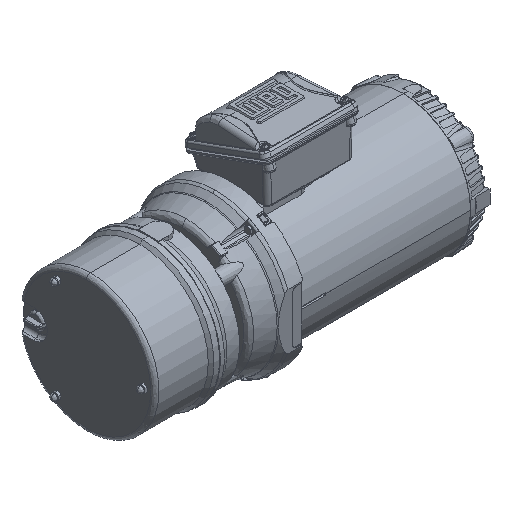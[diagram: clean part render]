
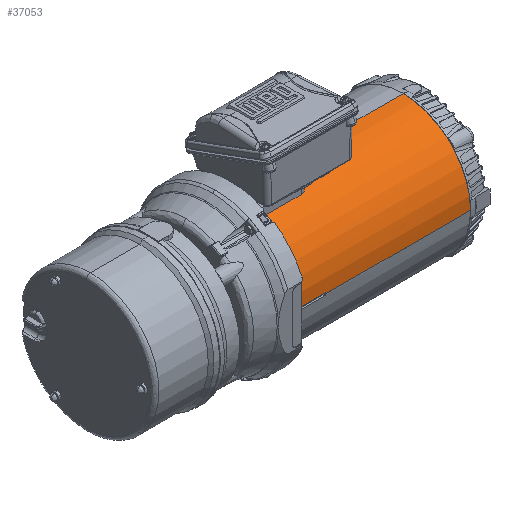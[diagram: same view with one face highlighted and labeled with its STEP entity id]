
A CAD part, isometric view. The second image highlights one B-rep face of the part: STEP entity #37053.
In plain terms, the highlighted cylindrical face has radius 81.875 mm (diameter 163.75 mm), a partial arc.
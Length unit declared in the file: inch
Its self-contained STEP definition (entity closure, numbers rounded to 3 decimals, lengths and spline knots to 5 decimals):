
#532 = ORIENTED_EDGE ( 'NONE', *, *, #29008, .T. ) ;
#2337 = ORIENTED_EDGE ( 'NONE', *, *, #40681, .T. ) ;
#3627 = CARTESIAN_POINT ( 'NONE',  ( 0., 0., 0. ) ) ;
#4135 = CYLINDRICAL_SURFACE ( 'NONE', #24989, 3.22343 ) ;
#4472 = CARTESIAN_POINT ( 'NONE',  ( 22.49154, -3.22289, 0.05906 ) ) ;
#4962 = DIRECTION ( 'NONE',  ( -1., 0., 0. ) ) ;
#5182 = DIRECTION ( 'NONE',  ( 0., 0., 1. ) ) ;
#5650 = VERTEX_POINT ( 'NONE', #52602 ) ;
#5665 = CARTESIAN_POINT ( 'NONE',  ( -6.92888, -3.22343, 0.00056 ) ) ;
#6476 = CIRCLE ( 'NONE', #17216, 3.22343 ) ;
#6984 = CIRCLE ( 'NONE', #49861, 3.22343 ) ;
#8724 = LINE ( 'NONE', #34532, #35225 ) ;
#9649 = VERTEX_POINT ( 'NONE', #32830 ) ;
#10201 = DIRECTION ( 'NONE',  ( 1., 0., 0. ) ) ;
#12088 = DIRECTION ( 'NONE',  ( 1., 0., 0. ) ) ;
#12894 = LINE ( 'NONE', #4472, #22242 ) ;
#15731 = CARTESIAN_POINT ( 'NONE',  ( 22.49154, -3.22343, 0.00056 ) ) ;
#16146 = VERTEX_POINT ( 'NONE', #54210 ) ;
#16325 = EDGE_CURVE ( 'NONE', #16146, #49767, #6984, .T. ) ;
#16780 = EDGE_CURVE ( 'NONE', #9649, #16146, #12894, .T. ) ;
#16934 = VECTOR ( 'NONE', #12088, 39.37008 ) ;
#17216 = AXIS2_PLACEMENT_3D ( 'NONE', #23367, #10201, #18615 ) ;
#18615 = DIRECTION ( 'NONE',  ( 0., 0., 1. ) ) ;
#18802 = CARTESIAN_POINT ( 'NONE',  ( 0., -3.22343, 0.00056 ) ) ;
#20487 = VERTEX_POINT ( 'NONE', #38544 ) ;
#21645 = VERTEX_POINT ( 'NONE', #18802 ) ;
#22242 = VECTOR ( 'NONE', #43388, 39.37008 ) ;
#23254 = AXIS2_PLACEMENT_3D ( 'NONE', #3627, #45923, #33619 ) ;
#23367 = CARTESIAN_POINT ( 'NONE',  ( -8.24782, 0., 0. ) ) ;
#24989 = AXIS2_PLACEMENT_3D ( 'NONE', #42764, #4962, #38322 ) ;
#29008 = EDGE_CURVE ( 'NONE', #21645, #20487, #48247, .T. ) ;
#32830 = CARTESIAN_POINT ( 'NONE',  ( -8.24782, -3.22289, 0.05906 ) ) ;
#33619 = DIRECTION ( 'NONE',  ( 0., 0., 1. ) ) ;
#34532 = CARTESIAN_POINT ( 'NONE',  ( 22.49154, 0., 3.22343 ) ) ;
#35225 = VECTOR ( 'NONE', #43189, 39.37008 ) ;
#35320 = EDGE_CURVE ( 'NONE', #49767, #21645, #54618, .T. ) ;
#37053 = ADVANCED_FACE ( 'NONE', ( #51733 ), #4135, .T. ) ;
#38278 = CARTESIAN_POINT ( 'NONE',  ( -6.92888, 0., 0. ) ) ;
#38322 = DIRECTION ( 'NONE',  ( 0., 0., 1. ) ) ;
#38544 = CARTESIAN_POINT ( 'NONE',  ( 0., 0., 3.22343 ) ) ;
#39354 = EDGE_CURVE ( 'NONE', #5650, #9649, #6476, .T. ) ;
#40681 = EDGE_CURVE ( 'NONE', #20487, #5650, #8724, .T. ) ;
#40955 = EDGE_LOOP ( 'NONE', ( #532, #2337, #47127, #50539, #51526, #47640 ) ) ;
#42764 = CARTESIAN_POINT ( 'NONE',  ( 22.49154, 0., 0. ) ) ;
#43189 = DIRECTION ( 'NONE',  ( -1., 0., 0. ) ) ;
#43388 = DIRECTION ( 'NONE',  ( 1., 0., 0. ) ) ;
#45923 = DIRECTION ( 'NONE',  ( -1., 0., 0. ) ) ;
#47127 = ORIENTED_EDGE ( 'NONE', *, *, #39354, .T. ) ;
#47470 = DIRECTION ( 'NONE',  ( 1., 0., 0. ) ) ;
#47640 = ORIENTED_EDGE ( 'NONE', *, *, #35320, .T. ) ;
#48247 = CIRCLE ( 'NONE', #23254, 3.22343 ) ;
#49767 = VERTEX_POINT ( 'NONE', #5665 ) ;
#49861 = AXIS2_PLACEMENT_3D ( 'NONE', #38278, #47470, #5182 ) ;
#50539 = ORIENTED_EDGE ( 'NONE', *, *, #16780, .T. ) ;
#51526 = ORIENTED_EDGE ( 'NONE', *, *, #16325, .T. ) ;
#51733 = FACE_OUTER_BOUND ( 'NONE', #40955, .T. ) ;
#52602 = CARTESIAN_POINT ( 'NONE',  ( -8.24782, 0., 3.22343 ) ) ;
#54210 = CARTESIAN_POINT ( 'NONE',  ( -6.92888, -3.22289, 0.05906 ) ) ;
#54618 = LINE ( 'NONE', #15731, #16934 ) ;
